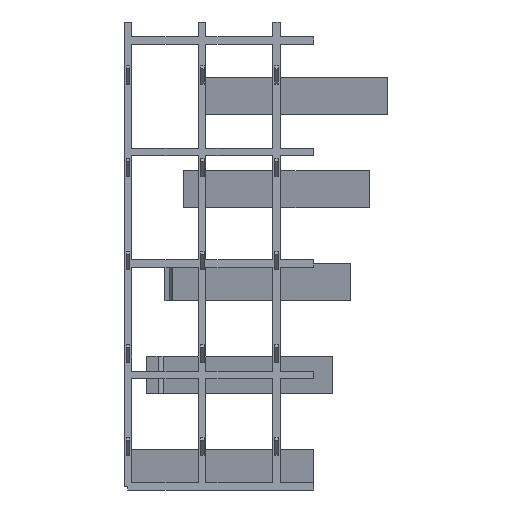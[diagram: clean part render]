
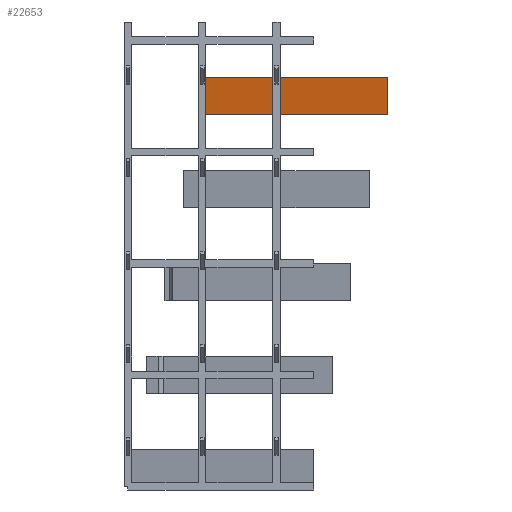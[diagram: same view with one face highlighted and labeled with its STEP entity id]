
A CAD part, front view. The second image highlights one B-rep face of the part: STEP entity #22653.
In plain terms, the highlighted planar face has unit normal (0.894, -0.447, 0).
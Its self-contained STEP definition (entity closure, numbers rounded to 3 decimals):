
#18818 = EDGE_CURVE('',#18819,#18821,#18823,.T.);
#18819 = VERTEX_POINT('',#18820);
#18820 = CARTESIAN_POINT('',(20.,12.,100.));
#18821 = VERTEX_POINT('',#18822);
#18822 = CARTESIAN_POINT('',(20.,12.,110.));
#18823 = SURFACE_CURVE('',#18824,(#18828,#18840),.PCURVE_S1.);
#18824 = LINE('',#18825,#18826);
#18825 = CARTESIAN_POINT('',(20.,12.,100.));
#18826 = VECTOR('',#18827,1.);
#18827 = DIRECTION('',(0.,0.,1.));
#18828 = PCURVE('',#18829,#18834);
#18829 = PLANE('',#18830);
#18830 = AXIS2_PLACEMENT_3D('',#18831,#18832,#18833);
#18831 = CARTESIAN_POINT('',(20.,12.,100.));
#18832 = DIRECTION('',(-1.,0.027,0.));
#18833 = DIRECTION('',(0.027,1.,0.));
#18834 = DEFINITIONAL_REPRESENTATION('',(#18835),#18839);
#18835 = LINE('',#18836,#18837);
#18836 = CARTESIAN_POINT('',(0.,0.));
#18837 = VECTOR('',#18838,1.);
#18838 = DIRECTION('',(0.,-1.));
#18839 = ( GEOMETRIC_REPRESENTATION_CONTEXT(2) 
PARAMETRIC_REPRESENTATION_CONTEXT() REPRESENTATION_CONTEXT('2D SPACE',''
  ) );
#18840 = PCURVE('',#18841,#18846);
#18841 = PLANE('',#18842);
#18842 = AXIS2_PLACEMENT_3D('',#18843,#18844,#18845);
#18843 = CARTESIAN_POINT('',(70.,112.,100.));
#18844 = DIRECTION('',(0.894,-0.447,0.));
#18845 = DIRECTION('',(-0.447,-0.894,0.));
#18846 = DEFINITIONAL_REPRESENTATION('',(#18847),#18851);
#18847 = LINE('',#18848,#18849);
#18848 = CARTESIAN_POINT('',(111.803,0.));
#18849 = VECTOR('',#18850,1.);
#18850 = DIRECTION('',(0.,-1.));
#18851 = ( GEOMETRIC_REPRESENTATION_CONTEXT(2) 
PARAMETRIC_REPRESENTATION_CONTEXT() REPRESENTATION_CONTEXT('2D SPACE',''
  ) );
#18869 = PLANE('',#18870);
#18870 = AXIS2_PLACEMENT_3D('',#18871,#18872,#18873);
#18871 = CARTESIAN_POINT('',(39.087,65.277,110.));
#18872 = DIRECTION('',(-0.,-0.,-1.));
#18873 = DIRECTION('',(-1.,0.,0.));
#18923 = PLANE('',#18924);
#18924 = AXIS2_PLACEMENT_3D('',#18925,#18926,#18927);
#18925 = CARTESIAN_POINT('',(39.087,65.277,100.));
#18926 = DIRECTION('',(-0.,-0.,-1.));
#18927 = DIRECTION('',(-1.,0.,0.));
#22550 = PLANE('',#22551);
#22551 = AXIS2_PLACEMENT_3D('',#22552,#22553,#22554);
#22552 = CARTESIAN_POINT('',(69.,111.496,100.));
#22553 = DIRECTION('',(-0.45,0.893,0.));
#22554 = DIRECTION('',(0.893,0.45,0.));
#22588 = VERTEX_POINT('',#22589);
#22589 = CARTESIAN_POINT('',(70.,112.,110.));
#22610 = EDGE_CURVE('',#22611,#22588,#22613,.T.);
#22611 = VERTEX_POINT('',#22612);
#22612 = CARTESIAN_POINT('',(70.,112.,100.));
#22613 = SURFACE_CURVE('',#22614,(#22618,#22625),.PCURVE_S1.);
#22614 = LINE('',#22615,#22616);
#22615 = CARTESIAN_POINT('',(70.,112.,100.));
#22616 = VECTOR('',#22617,1.);
#22617 = DIRECTION('',(0.,0.,1.));
#22618 = PCURVE('',#22550,#22619);
#22619 = DEFINITIONAL_REPRESENTATION('',(#22620),#22624);
#22620 = LINE('',#22621,#22622);
#22621 = CARTESIAN_POINT('',(1.12,0.));
#22622 = VECTOR('',#22623,1.);
#22623 = DIRECTION('',(0.,-1.));
#22624 = ( GEOMETRIC_REPRESENTATION_CONTEXT(2) 
PARAMETRIC_REPRESENTATION_CONTEXT() REPRESENTATION_CONTEXT('2D SPACE',''
  ) );
#22625 = PCURVE('',#18841,#22626);
#22626 = DEFINITIONAL_REPRESENTATION('',(#22627),#22631);
#22627 = LINE('',#22628,#22629);
#22628 = CARTESIAN_POINT('',(0.,0.));
#22629 = VECTOR('',#22630,1.);
#22630 = DIRECTION('',(0.,-1.));
#22631 = ( GEOMETRIC_REPRESENTATION_CONTEXT(2) 
PARAMETRIC_REPRESENTATION_CONTEXT() REPRESENTATION_CONTEXT('2D SPACE',''
  ) );
#22653 = ADVANCED_FACE('',(#22654),#18841,.T.);
#22654 = FACE_BOUND('',#22655,.T.);
#22655 = EDGE_LOOP('',(#22656,#22657,#22678,#22679));
#22656 = ORIENTED_EDGE('',*,*,#22610,.T.);
#22657 = ORIENTED_EDGE('',*,*,#22658,.T.);
#22658 = EDGE_CURVE('',#22588,#18821,#22659,.T.);
#22659 = SURFACE_CURVE('',#22660,(#22664,#22671),.PCURVE_S1.);
#22660 = LINE('',#22661,#22662);
#22661 = CARTESIAN_POINT('',(70.,112.,110.));
#22662 = VECTOR('',#22663,1.);
#22663 = DIRECTION('',(-0.447,-0.894,0.));
#22664 = PCURVE('',#18841,#22665);
#22665 = DEFINITIONAL_REPRESENTATION('',(#22666),#22670);
#22666 = LINE('',#22667,#22668);
#22667 = CARTESIAN_POINT('',(0.,-10.));
#22668 = VECTOR('',#22669,1.);
#22669 = DIRECTION('',(1.,0.));
#22670 = ( GEOMETRIC_REPRESENTATION_CONTEXT(2) 
PARAMETRIC_REPRESENTATION_CONTEXT() REPRESENTATION_CONTEXT('2D SPACE',''
  ) );
#22671 = PCURVE('',#18869,#22672);
#22672 = DEFINITIONAL_REPRESENTATION('',(#22673),#22677);
#22673 = LINE('',#22674,#22675);
#22674 = CARTESIAN_POINT('',(-30.913,46.723));
#22675 = VECTOR('',#22676,1.);
#22676 = DIRECTION('',(0.447,-0.894));
#22677 = ( GEOMETRIC_REPRESENTATION_CONTEXT(2) 
PARAMETRIC_REPRESENTATION_CONTEXT() REPRESENTATION_CONTEXT('2D SPACE',''
  ) );
#22678 = ORIENTED_EDGE('',*,*,#18818,.F.);
#22679 = ORIENTED_EDGE('',*,*,#22680,.F.);
#22680 = EDGE_CURVE('',#22611,#18819,#22681,.T.);
#22681 = SURFACE_CURVE('',#22682,(#22686,#22693),.PCURVE_S1.);
#22682 = LINE('',#22683,#22684);
#22683 = CARTESIAN_POINT('',(70.,112.,100.));
#22684 = VECTOR('',#22685,1.);
#22685 = DIRECTION('',(-0.447,-0.894,0.));
#22686 = PCURVE('',#18841,#22687);
#22687 = DEFINITIONAL_REPRESENTATION('',(#22688),#22692);
#22688 = LINE('',#22689,#22690);
#22689 = CARTESIAN_POINT('',(0.,0.));
#22690 = VECTOR('',#22691,1.);
#22691 = DIRECTION('',(1.,0.));
#22692 = ( GEOMETRIC_REPRESENTATION_CONTEXT(2) 
PARAMETRIC_REPRESENTATION_CONTEXT() REPRESENTATION_CONTEXT('2D SPACE',''
  ) );
#22693 = PCURVE('',#18923,#22694);
#22694 = DEFINITIONAL_REPRESENTATION('',(#22695),#22699);
#22695 = LINE('',#22696,#22697);
#22696 = CARTESIAN_POINT('',(-30.913,46.723));
#22697 = VECTOR('',#22698,1.);
#22698 = DIRECTION('',(0.447,-0.894));
#22699 = ( GEOMETRIC_REPRESENTATION_CONTEXT(2) 
PARAMETRIC_REPRESENTATION_CONTEXT() REPRESENTATION_CONTEXT('2D SPACE',''
  ) );
